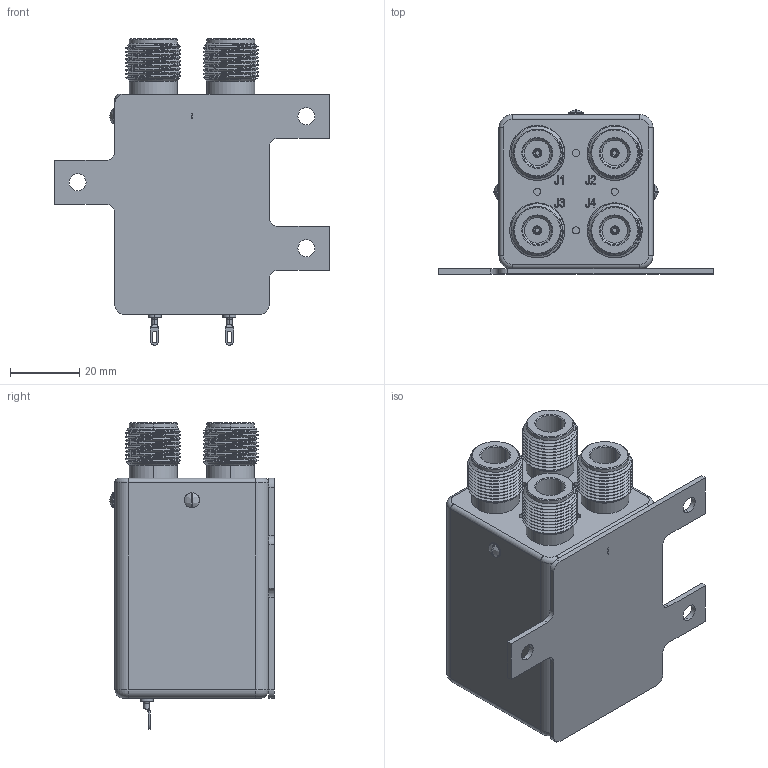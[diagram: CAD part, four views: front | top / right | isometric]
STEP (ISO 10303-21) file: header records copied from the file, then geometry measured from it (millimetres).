
FILE_DESCRIPTION (( 'STEP AP203' ), '1' );
FILE_NAME ('PE71S6403.step', '2018-10-02T15:10:11', ( '' ), ( '' ), 'SwSTEP 2.0', 'SolidWorks 2017', '' );
FILE_SCHEMA (( 'CONFIG_CONTROL_DESIGN' ));
Products named in the file (1): PE71S6403
Bounding box: 79.25 x 47.45 x 88.39 mm (x, y, z)
Volume: 138347.6 mm3; surface area: 32415.1 mm2
Topology: 14 solids, 14 shells, 1471 faces, 3904 edges, 2554 vertices
Faces by surface type: plane 659, cylinder 407, bspline 329, cone 64, torus 12
Entity records: 74844 total; most frequent: CARTESIAN_POINT 41167, ORIENTED_EDGE 7800, DIRECTION 5610, EDGE_CURVE 3900, VERTEX_POINT 2554, LINE 2224, VECTOR 2224, AXIS2_PLACEMENT_3D 1693
